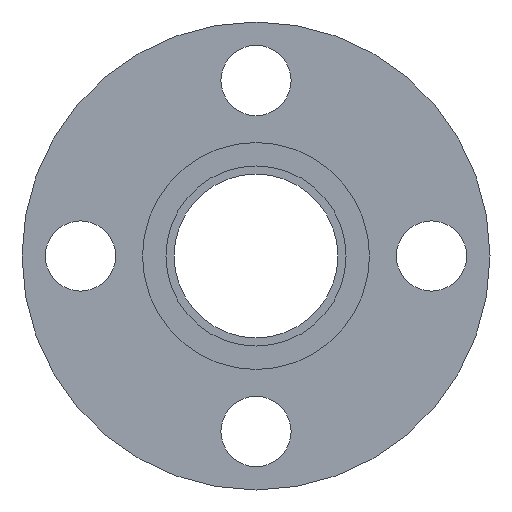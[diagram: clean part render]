
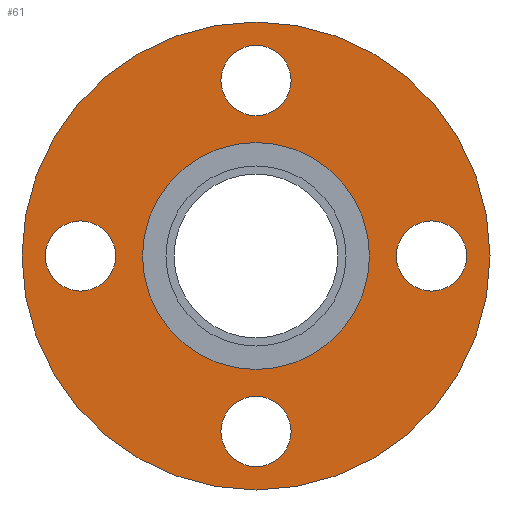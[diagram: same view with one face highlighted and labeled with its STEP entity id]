
A CAD part, left-side view. The second image highlights one B-rep face of the part: STEP entity #61.
In plain terms, the highlighted planar face has unit normal (-1, 0, 0).
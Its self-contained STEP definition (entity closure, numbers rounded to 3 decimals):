
#61=ADVANCED_FACE('',(#102,#103,#104,#105,#106,#107),#108,.T.);
#102=FACE_BOUND('',#165,.T.);
#103=FACE_BOUND('',#166,.T.);
#104=FACE_BOUND('',#167,.T.);
#105=FACE_BOUND('',#168,.T.);
#106=FACE_OUTER_BOUND('',#169,.T.);
#107=FACE_BOUND('',#170,.T.);
#108=PLANE('',#171);
#165=EDGE_LOOP('',(#303,#304));
#166=EDGE_LOOP('',(#305,#306));
#167=EDGE_LOOP('',(#307,#308));
#168=EDGE_LOOP('',(#309,#310));
#169=EDGE_LOOP('',(#311,#312));
#170=EDGE_LOOP('',(#313,#314));
#171=AXIS2_PLACEMENT_3D('',#315,#316,#317);
#303=ORIENTED_EDGE('',*,*,#428,.T.);
#304=ORIENTED_EDGE('',*,*,#427,.T.);
#305=ORIENTED_EDGE('',*,*,#430,.T.);
#306=ORIENTED_EDGE('',*,*,#423,.T.);
#307=ORIENTED_EDGE('',*,*,#432,.T.);
#308=ORIENTED_EDGE('',*,*,#419,.T.);
#309=ORIENTED_EDGE('',*,*,#434,.T.);
#310=ORIENTED_EDGE('',*,*,#415,.T.);
#311=ORIENTED_EDGE('',*,*,#405,.F.);
#312=ORIENTED_EDGE('',*,*,#438,.F.);
#313=ORIENTED_EDGE('',*,*,#437,.T.);
#314=ORIENTED_EDGE('',*,*,#409,.T.);
#315=CARTESIAN_POINT('',(0.,14.85,0.0));
#316=DIRECTION('',(-1.0,0.,0.0));
#317=DIRECTION('',(0.,-1.0,0.0));
#405=EDGE_CURVE('',#476,#479,#480,.T.);
#409=EDGE_CURVE('',#487,#484,#488,.T.);
#415=EDGE_CURVE('',#493,#497,#499,.T.);
#419=EDGE_CURVE('',#501,#505,#507,.T.);
#423=EDGE_CURVE('',#509,#513,#515,.T.);
#427=EDGE_CURVE('',#517,#521,#523,.T.);
#428=EDGE_CURVE('',#521,#517,#524,.T.);
#430=EDGE_CURVE('',#513,#509,#526,.T.);
#432=EDGE_CURVE('',#505,#501,#528,.T.);
#434=EDGE_CURVE('',#497,#493,#530,.T.);
#437=EDGE_CURVE('',#484,#487,#533,.T.);
#438=EDGE_CURVE('',#479,#476,#534,.T.);
#476=VERTEX_POINT('',#580);
#479=VERTEX_POINT('',#584);
#480=CIRCLE('',#585,20.0);
#484=VERTEX_POINT('',#590);
#487=VERTEX_POINT('',#594);
#488=CIRCLE('',#595,9.7);
#493=VERTEX_POINT('',#601);
#497=VERTEX_POINT('',#606);
#499=CIRCLE('',#609,3.0);
#501=VERTEX_POINT('',#611);
#505=VERTEX_POINT('',#616);
#507=CIRCLE('',#619,3.0);
#509=VERTEX_POINT('',#621);
#513=VERTEX_POINT('',#626);
#515=CIRCLE('',#629,3.0);
#517=VERTEX_POINT('',#631);
#521=VERTEX_POINT('',#636);
#523=CIRCLE('',#639,3.0);
#524=CIRCLE('',#640,3.0);
#526=CIRCLE('',#642,3.0);
#528=CIRCLE('',#644,3.0);
#530=CIRCLE('',#646,3.0);
#533=CIRCLE('',#649,9.7);
#534=CIRCLE('',#650,20.0);
#580=CARTESIAN_POINT('',(0.0,20.0,0.0));
#584=CARTESIAN_POINT('',(0.0,-20.0,0.));
#585=AXIS2_PLACEMENT_3D('',#689,#690,#691);
#590=CARTESIAN_POINT('',(0.,9.7,0.0));
#594=CARTESIAN_POINT('',(0.,-9.7,0.));
#595=AXIS2_PLACEMENT_3D('',#697,#698,#699);
#601=CARTESIAN_POINT('',(0.0,15.0,-3.0));
#606=CARTESIAN_POINT('',(0.,15.0,3.0));
#609=AXIS2_PLACEMENT_3D('',#709,#710,#711);
#611=CARTESIAN_POINT('',(0.,3.0,15.0));
#616=CARTESIAN_POINT('',(0.,-3.0,15.0));
#619=AXIS2_PLACEMENT_3D('',#717,#718,#719);
#621=CARTESIAN_POINT('',(0.0,-15.0,3.0));
#626=CARTESIAN_POINT('',(0.,-15.0,-3.0));
#629=AXIS2_PLACEMENT_3D('',#725,#726,#727);
#631=CARTESIAN_POINT('',(0.,-3.0,-15.0));
#636=CARTESIAN_POINT('',(0.,3.0,-15.0));
#639=AXIS2_PLACEMENT_3D('',#733,#734,#735);
#640=AXIS2_PLACEMENT_3D('',#736,#737,#738);
#642=AXIS2_PLACEMENT_3D('',#742,#743,#744);
#644=AXIS2_PLACEMENT_3D('',#748,#749,#750);
#646=AXIS2_PLACEMENT_3D('',#754,#755,#756);
#649=AXIS2_PLACEMENT_3D('',#763,#764,#765);
#650=AXIS2_PLACEMENT_3D('',#766,#767,#768);
#689=CARTESIAN_POINT('',(0.0,0.0,0.0));
#690=DIRECTION('',(1.0,0.0,0.0));
#691=DIRECTION('',(0.0,1.0,0.0));
#697=CARTESIAN_POINT('',(0.,0.0,0.0));
#698=DIRECTION('',(1.0,0.0,0.0));
#699=DIRECTION('',(0.0,1.0,0.0));
#709=CARTESIAN_POINT('',(0.0,15.0,0.0));
#710=DIRECTION('',(1.0,0.,0.0));
#711=DIRECTION('',(0.0,0.0,-1.0));
#717=CARTESIAN_POINT('',(0.0,0.,15.0));
#718=DIRECTION('',(1.0,0.,0.));
#719=DIRECTION('',(0.,1.0,0.));
#725=CARTESIAN_POINT('',(0.0,-15.0,0.));
#726=DIRECTION('',(1.0,0.,0.));
#727=DIRECTION('',(0.,0.,1.0));
#733=CARTESIAN_POINT('',(0.0,0.,-15.0));
#734=DIRECTION('',(1.0,0.,0.0));
#735=DIRECTION('',(0.,-1.0,0.));
#736=CARTESIAN_POINT('',(0.0,0.,-15.0));
#737=DIRECTION('',(1.0,0.,0.0));
#738=DIRECTION('',(0.,-1.0,0.));
#742=CARTESIAN_POINT('',(0.0,-15.0,0.));
#743=DIRECTION('',(1.0,0.,0.));
#744=DIRECTION('',(0.,0.,1.0));
#748=CARTESIAN_POINT('',(0.0,0.,15.0));
#749=DIRECTION('',(1.0,0.,0.));
#750=DIRECTION('',(0.,1.0,0.));
#754=CARTESIAN_POINT('',(0.0,15.0,0.0));
#755=DIRECTION('',(1.0,0.,0.0));
#756=DIRECTION('',(0.0,0.0,-1.0));
#763=CARTESIAN_POINT('',(0.,0.0,0.0));
#764=DIRECTION('',(1.0,0.0,0.0));
#765=DIRECTION('',(0.0,1.0,0.0));
#766=CARTESIAN_POINT('',(0.0,0.0,0.0));
#767=DIRECTION('',(1.0,0.0,0.0));
#768=DIRECTION('',(0.0,1.0,0.0));
